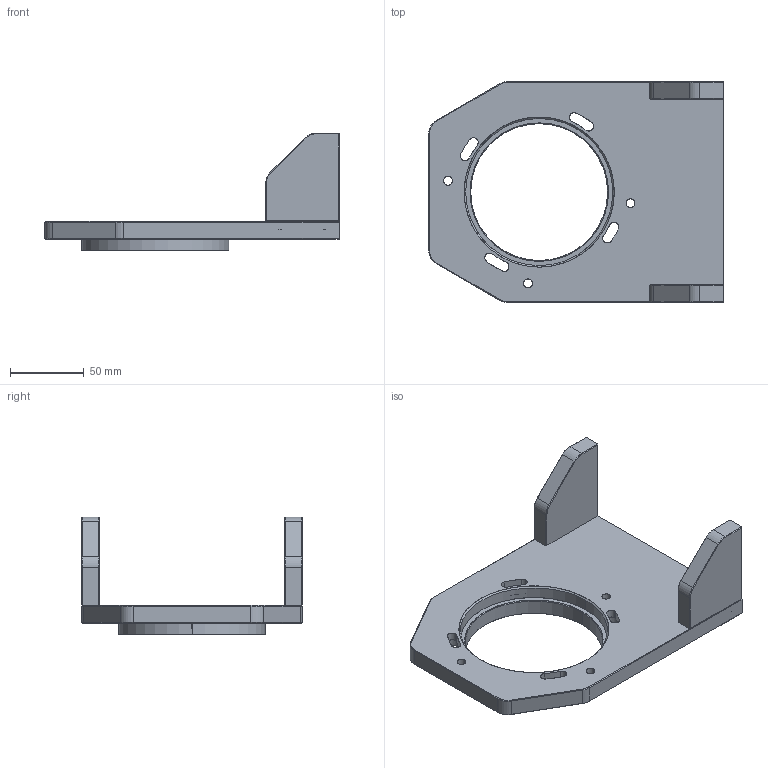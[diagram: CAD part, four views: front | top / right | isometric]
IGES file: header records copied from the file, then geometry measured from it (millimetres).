
Start section: SolidWorks IGES file using analytic representation for surfaces
Global section: file name: DP24126-D_CMHOCR064.igs; native system: SolidWorks 2021; preprocessor: SolidWorks 2021; author: lrizzotto; date: 211118.174003; units: millimetre
Bounding box: 200 x 150 x 80 mm (x, y, z)
Surface area: 77108.7 mm2 (no closed solid volume)
Topology: 0 solids, 0 shells, 202 faces, 2530 edges, 2518 vertices
Faces by surface type: revolution 112, bspline 90
